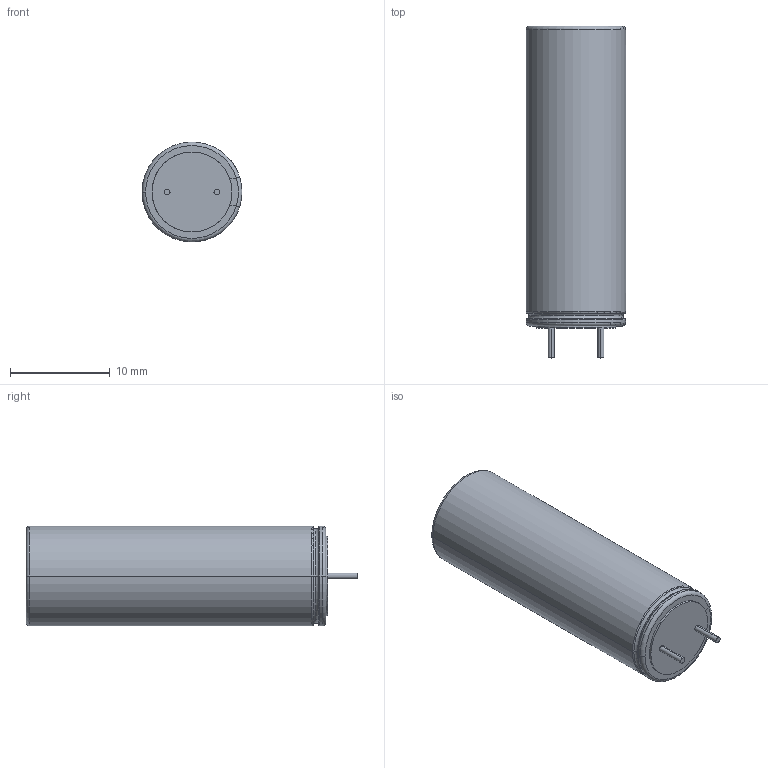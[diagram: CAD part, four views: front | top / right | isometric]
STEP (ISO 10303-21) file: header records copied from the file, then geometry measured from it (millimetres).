
FILE_DESCRIPTION (( 'STEP AP214' ), '1' );
FILE_NAME ('CAP ALTH D-10MM L-5.0MM H-30MM.STEP', '2017-01-07T08:56:04', ( '' ), ( '' ), 'SwSTEP 2.0', 'SolidWorks 2016', '' );
FILE_SCHEMA (( 'AUTOMOTIVE_DESIGN' ));
Length unit declared in the file: millimetre
Products named in the file (1): CAP ALTH D-10MM L-5.0MM H-30MM
Bounding box: 10 x 33.2 x 9.98 mm (x, y, z)
Volume: 2359.9 mm3; surface area: 1114.5 mm2
Topology: 1 solids, 1 shells, 54 faces, 139 edges, 103 vertices
Faces by surface type: cylinder 28, torus 18, plane 8
Entity records: 2361 total; most frequent: CARTESIAN_POINT 637, ORIENTED_EDGE 278, DIRECTION 262, EDGE_CURVE 139, AXIS2_PLACEMENT_3D 108, VERTEX_POINT 103, EDGE_LOOP 70, FACE_OUTER_BOUND 54
